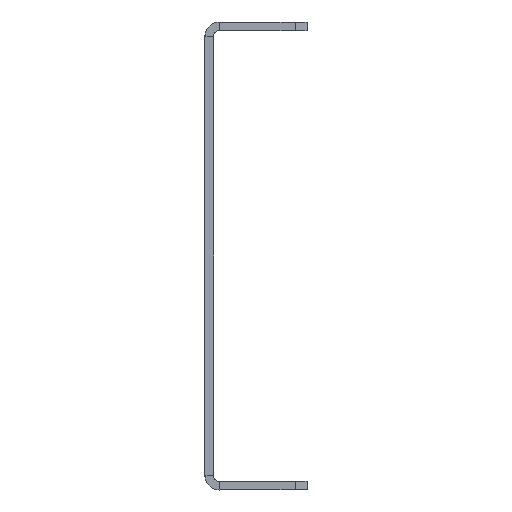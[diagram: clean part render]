
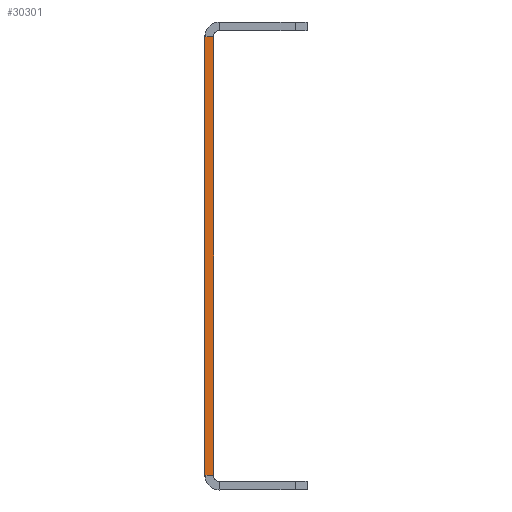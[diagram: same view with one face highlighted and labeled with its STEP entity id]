
A CAD part, left-side view. The second image highlights one B-rep face of the part: STEP entity #30301.
In plain terms, the highlighted planar face has unit normal (-1, 0, 0).
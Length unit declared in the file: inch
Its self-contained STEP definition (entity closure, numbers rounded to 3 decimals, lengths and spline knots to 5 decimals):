
#638=PLANE('',#33039);
#1572=FACE_OUTER_BOUND('',#3402,.T.);
#3402=EDGE_LOOP('',(#23903,#23904,#23905,#23906));
#5200=LINE('',#45901,#8312);
#5720=LINE('',#48193,#8832);
#5727=LINE('',#48231,#8839);
#6360=LINE('',#50437,#9472);
#8312=VECTOR('',#36036,2.344);
#8832=VECTOR('',#37560,0.046);
#8839=VECTOR('',#37569,2.344);
#9472=VECTOR('',#39322,0.046);
#12953=VERTEX_POINT('',#45381);
#12971=VERTEX_POINT('',#45696);
#12995=VERTEX_POINT('',#45900);
#14007=VERTEX_POINT('',#48229);
#16283=EDGE_CURVE('',#12995,#12953,#5200,.T.);
#17303=EDGE_CURVE('',#12953,#12971,#5720,.T.);
#17310=EDGE_CURVE('',#14007,#12971,#5727,.T.);
#18443=EDGE_CURVE('',#12995,#14007,#6360,.T.);
#23903=ORIENTED_EDGE('',*,*,#17303,.T.);
#23904=ORIENTED_EDGE('',*,*,#17310,.F.);
#23905=ORIENTED_EDGE('',*,*,#18443,.F.);
#23906=ORIENTED_EDGE('',*,*,#16283,.T.);
#30301=ADVANCED_FACE('',(#1572),#638,.F.);
#33039=AXIS2_PLACEMENT_3D('',#50436,#39320,#39321);
#36036=DIRECTION('',(0.,0.,1.));
#37560=DIRECTION('',(0.,1.,0.));
#37569=DIRECTION('',(0.,0.,1.));
#39320=DIRECTION('center_axis',(1.,0.,0.));
#39321=DIRECTION('ref_axis',(0.,0.,-1.));
#39322=DIRECTION('',(0.,1.,0.));
#45381=CARTESIAN_POINT('',(-1.04194,0.,1.80781));
#45696=CARTESIAN_POINT('',(-1.04194,0.046,1.80781));
#45900=CARTESIAN_POINT('',(-1.04194,0.,-0.53619));
#45901=CARTESIAN_POINT('',(-1.04194,0.,-0.53619));
#48193=CARTESIAN_POINT('',(-1.04194,0.,1.80781));
#48229=CARTESIAN_POINT('',(-1.04194,0.046,-0.53619));
#48231=CARTESIAN_POINT('',(-1.04194,0.046,-0.53619));
#50436=CARTESIAN_POINT('Origin',(-1.04194,0.046,-0.61419));
#50437=CARTESIAN_POINT('',(-1.04194,0.,-0.53619));
